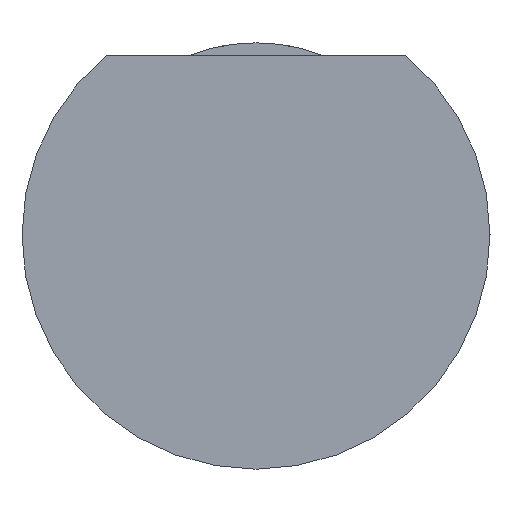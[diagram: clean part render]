
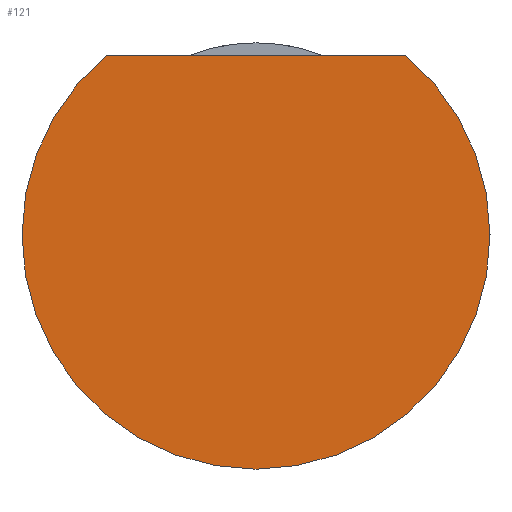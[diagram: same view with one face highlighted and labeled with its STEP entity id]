
A CAD part, left-side view. The second image highlights one B-rep face of the part: STEP entity #121.
In plain terms, the highlighted planar face has unit normal (-1, 0, 0).
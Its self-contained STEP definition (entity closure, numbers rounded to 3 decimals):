
#8 = CARTESIAN_POINT ( 'NONE',  ( 0., 0., 0. ) ) ;
#52 = ORIENTED_EDGE ( 'NONE', *, *, #268, .F. ) ;
#57 = CARTESIAN_POINT ( 'NONE',  ( 0., -1.246, 1.5 ) ) ;
#66 = DIRECTION ( 'NONE',  ( 0., -1., 0. ) ) ;
#79 = FACE_OUTER_BOUND ( 'NONE', #257, .T. ) ;
#84 = VERTEX_POINT ( 'NONE', #162 ) ;
#88 = CARTESIAN_POINT ( 'NONE',  ( 0., 0., 1.5 ) ) ;
#110 = AXIS2_PLACEMENT_3D ( 'NONE', #8, #218, #174 ) ;
#111 = VERTEX_POINT ( 'NONE', #57 ) ;
#114 = AXIS2_PLACEMENT_3D ( 'NONE', #239, #169, #125 ) ;
#121 = ADVANCED_FACE ( 'NONE', ( #79 ), #211, .F. ) ;
#125 = DIRECTION ( 'NONE',  ( 0., 0., -1. ) ) ;
#136 = VECTOR ( 'NONE', #66, 1000. ) ;
#158 = ORIENTED_EDGE ( 'NONE', *, *, #254, .F. ) ;
#162 = CARTESIAN_POINT ( 'NONE',  ( 0., 1.246, 1.5 ) ) ;
#169 = DIRECTION ( 'NONE',  ( 1., 0., 0. ) ) ;
#174 = DIRECTION ( 'NONE',  ( 0., 0., -1. ) ) ;
#211 = PLANE ( 'NONE',  #114 ) ;
#212 = CIRCLE ( 'NONE', #110, 1.95 ) ;
#218 = DIRECTION ( 'NONE',  ( 1., 0., 0. ) ) ;
#220 = LINE ( 'NONE', #88, #136 ) ;
#239 = CARTESIAN_POINT ( 'NONE',  ( 0., 0., 0. ) ) ;
#254 = EDGE_CURVE ( 'NONE', #84, #111, #220, .T. ) ;
#257 = EDGE_LOOP ( 'NONE', ( #158, #52 ) ) ;
#268 = EDGE_CURVE ( 'NONE', #111, #84, #212, .T. ) ;
